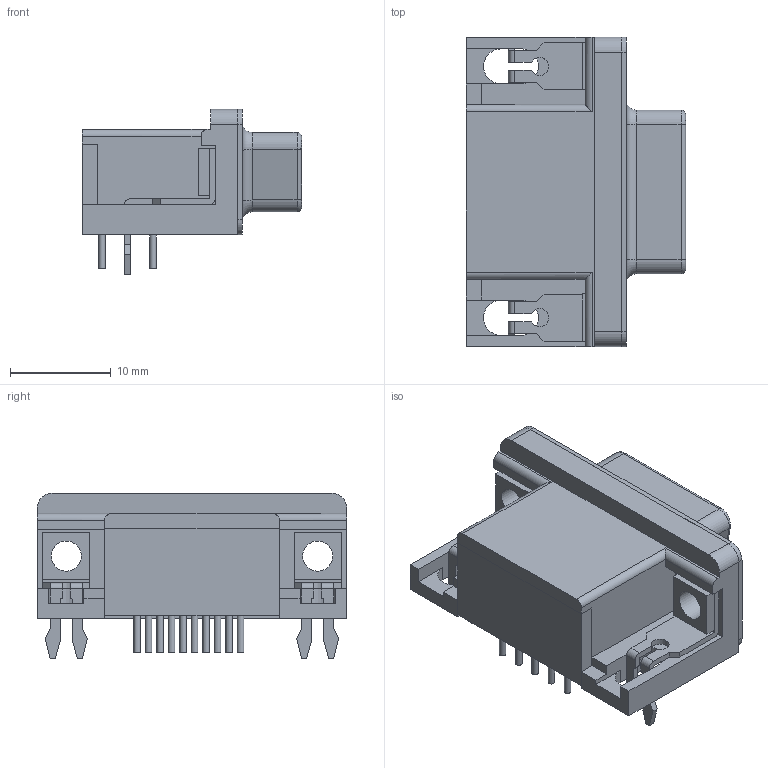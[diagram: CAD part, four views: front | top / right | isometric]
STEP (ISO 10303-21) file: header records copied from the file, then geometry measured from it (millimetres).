
FILE_DESCRIPTION(/* description */ ('Unknown'),/* implementation_level */ '2;1');
FILE_NAME(/* name */ 'J_Wurth_WR-DSUB_618015325223',/* time_stamp */ '2025-07-17T14:00:00+08:00',/* author */ ('Unknown'),/* organization */ ('Unknown'),/* preprocessor_version */ 'ST-DEVELOPER v19.4',/* originating_system */ 'Solid Edge',/* authorisation */ 'Unknown');
FILE_SCHEMA (('AUTOMOTIVE_DESIGN {1 0 10303 214 3 1 1}'));
Products named in the file (2): J_Wurth_WR-DSUB_618015325223
Assembly tree (1 placements, depth 2):
  J_Wurth_WR-DSUB_618015325223
    J_Wurth_WR-DSUB_618015325223
Bounding box: 21.8 x 30.8 x 16.45 mm (x, y, z)
Volume: 3700.1 mm3; surface area: 8690.4 mm2
Topology: 22 solids, 22 shells, 2210 faces, 5688 edges, 3536 vertices
Faces by surface type: plane 1267, cylinder 400, cone 197, bspline 180, torus 166
Full cylindrical faces by diameter (mm): 0.7 x15, 1.4 x15, 3 x2, 4 x8
Entity records: 73786 total; most frequent: CARTESIAN_POINT 21105, ORIENTED_EDGE 11204, DIRECTION 10328, EDGE_CURVE 5602, VERTEX_POINT 3511, LINE 3470, VECTOR 3470, AXIS2_PLACEMENT_3D 3429
